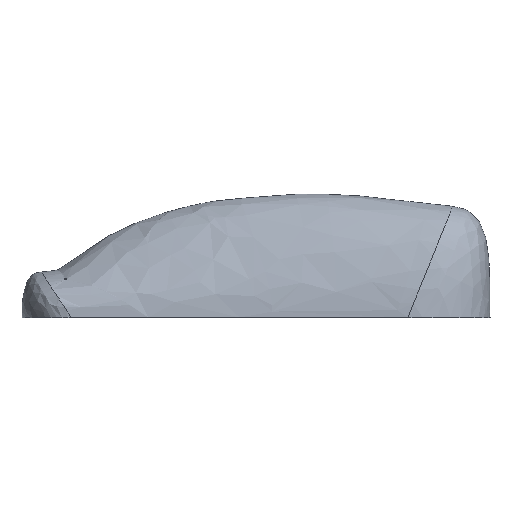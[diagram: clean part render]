
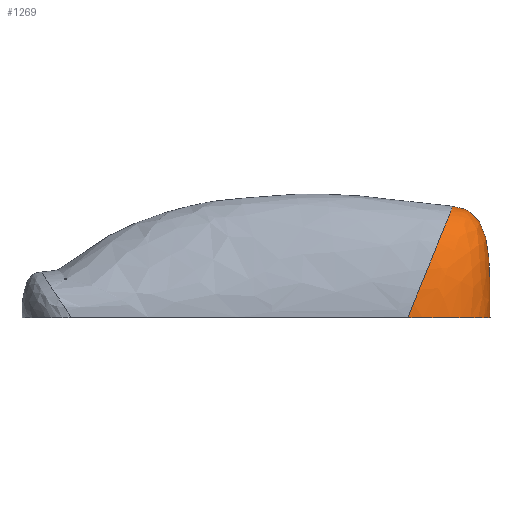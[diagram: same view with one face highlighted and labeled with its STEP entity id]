
A CAD part, top view. The second image highlights one B-rep face of the part: STEP entity #1269.
In plain terms, the highlighted free-form (B-spline) face has degree [3, 3] with [4, 6] control points.
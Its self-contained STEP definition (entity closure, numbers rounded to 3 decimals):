
#1 = B_SPLINE_SURFACE_WITH_KNOTS ( 'NONE', 3, 3, ( 
 ( #1012, #1022, #1049, #1041, #1043, #1047 ),
 ( #1029, #1021, #1014, #1017, #1052, #1031 ),
 ( #1034, #1035, #1044, #1053, #1086, #1065 ),
 ( #1093, #1097, #1090, #1110, #1114, #1073 ) ),
 .UNSPECIFIED., .F., .F., .F.,
 ( 4, 4 ),
 ( 4, 2, 4 ),
 ( 0., 1. ),
 ( 0., 0.5, 1. ),
 .UNSPECIFIED. ) ;
#8 = EDGE_CURVE ( 'NONE', #1251, #1253, #355, .T. ) ;
#9 = EDGE_CURVE ( 'NONE', #1226, #1234, #357, .T. ) ;
#17 = EDGE_CURVE ( 'NONE', #1234, #1251, #366, .T. ) ;
#79 = CARTESIAN_POINT ( 'NONE',  ( -76.965, 185.129, -42.111 ) ) ;
#109 = CARTESIAN_POINT ( 'NONE',  ( -26.965, 185.129, 0. ) ) ;
#110 = CARTESIAN_POINT ( 'NONE',  ( -26.965, 185.129, -24.668 ) ) ;
#113 = CARTESIAN_POINT ( 'NONE',  ( -47.675, 185.129, -42.111 ) ) ;
#115 = CARTESIAN_POINT ( 'NONE',  ( -76.965, 185.129, -42.111 ) ) ;
#172 = ORIENTED_EDGE ( 'NONE', *, *, #17, .T. ) ;
#185 = ORIENTED_EDGE ( 'NONE', *, *, #462, .T. ) ;
#202 = ORIENTED_EDGE ( 'NONE', *, *, #8, .T. ) ;
#216 = ORIENTED_EDGE ( 'NONE', *, *, #9, .T. ) ;
#270 = FACE_OUTER_BOUND ( 'NONE', #1240, .T. ) ;
#353 =( BOUNDED_CURVE ( )  B_SPLINE_CURVE ( 3, ( #109, #110, #113, #115 ),
 .UNSPECIFIED., .F., .T. ) 
 B_SPLINE_CURVE_WITH_KNOTS ( ( 4, 4 ),
 ( 0., 1.571 ),
 .UNSPECIFIED. ) 
 CURVE ( )  GEOMETRIC_REPRESENTATION_ITEM ( )  RATIONAL_B_SPLINE_CURVE ( ( 1., 0.805, 0.805, 1. ) ) 
 REPRESENTATION_ITEM ( '' )  );
#355 =( BOUNDED_CURVE ( )  B_SPLINE_CURVE ( 3, ( #1296, #1293, #1304, #1294 ),
 .UNSPECIFIED., .F., .F. ) 
 B_SPLINE_CURVE_WITH_KNOTS ( ( 4, 4 ),
 ( 4.712, 6.283 ),
 .UNSPECIFIED. ) 
 CURVE ( )  GEOMETRIC_REPRESENTATION_ITEM ( )  RATIONAL_B_SPLINE_CURVE ( ( 1., 0.805, 0.805, 1. ) ) 
 REPRESENTATION_ITEM ( '' )  );
#357 = B_SPLINE_CURVE_WITH_KNOTS ( 'NONE', 3,
 ( #1303, #1290, #1298, #1299 ),
 .UNSPECIFIED., .F., .F.,
 ( 4, 4 ),
 ( 0., 1. ),
 .UNSPECIFIED. ) ;
#366 = B_SPLINE_CURVE_WITH_KNOTS ( 'NONE', 3,
 ( #1311, #1328, #1317, #1324 ),
 .UNSPECIFIED., .F., .F.,
 ( 4, 4 ),
 ( 0., 1. ),
 .UNSPECIFIED. ) ;
#462 = EDGE_CURVE ( 'NONE', #1253, #1226, #353, .T. ) ;
#1012 = CARTESIAN_POINT ( 'NONE',  ( -26.965, 185.129, 0. ) ) ;
#1014 = CARTESIAN_POINT ( 'NONE',  ( -26.965, 227.796, -11.957 ) ) ;
#1017 = CARTESIAN_POINT ( 'NONE',  ( -26.965, 227.796, 11.957 ) ) ;
#1021 = CARTESIAN_POINT ( 'NONE',  ( -26.711, 207.09, -20.174 ) ) ;
#1022 = CARTESIAN_POINT ( 'NONE',  ( -26.965, 185.129, 0. ) ) ;
#1029 = CARTESIAN_POINT ( 'NONE',  ( -26.965, 185.129, -23.242 ) ) ;
#1031 = CARTESIAN_POINT ( 'NONE',  ( -26.965, 185.129, 23.242 ) ) ;
#1034 = CARTESIAN_POINT ( 'NONE',  ( -49.369, 185.129, -42.111 ) ) ;
#1035 = CARTESIAN_POINT ( 'NONE',  ( -37.408, 218.682, -37.432 ) ) ;
#1041 = CARTESIAN_POINT ( 'NONE',  ( -26.965, 185.129, 0. ) ) ;
#1043 = CARTESIAN_POINT ( 'NONE',  ( -26.965, 185.129, 0. ) ) ;
#1044 = CARTESIAN_POINT ( 'NONE',  ( -26.462, 249.723, -22.457 ) ) ;
#1047 = CARTESIAN_POINT ( 'NONE',  ( -26.965, 185.129, 0. ) ) ;
#1049 = CARTESIAN_POINT ( 'NONE',  ( -26.965, 185.129, 0. ) ) ;
#1052 = CARTESIAN_POINT ( 'NONE',  ( -26.711, 207.09, 20.174 ) ) ;
#1053 = CARTESIAN_POINT ( 'NONE',  ( -26.462, 249.723, 22.457 ) ) ;
#1065 = CARTESIAN_POINT ( 'NONE',  ( -49.369, 185.129, 42.111 ) ) ;
#1073 = CARTESIAN_POINT ( 'NONE',  ( -76.965, 185.129, 42.111 ) ) ;
#1086 = CARTESIAN_POINT ( 'NONE',  ( -37.408, 218.682, 37.432 ) ) ;
#1090 = CARTESIAN_POINT ( 'NONE',  ( -49.576, 252.919, -26.667 ) ) ;
#1093 = CARTESIAN_POINT ( 'NONE',  ( -76.965, 185.129, -42.111 ) ) ;
#1097 = CARTESIAN_POINT ( 'NONE',  ( -62.509, 220.907, -42.111 ) ) ;
#1110 = CARTESIAN_POINT ( 'NONE',  ( -49.576, 252.919, 26.667 ) ) ;
#1114 = CARTESIAN_POINT ( 'NONE',  ( -62.509, 220.907, 42.111 ) ) ;
#1226 = VERTEX_POINT ( 'NONE', #79 ) ;
#1234 = VERTEX_POINT ( 'NONE', #1348 ) ;
#1240 = EDGE_LOOP ( 'NONE', ( #185, #216, #172, #202 ) ) ;
#1251 = VERTEX_POINT ( 'NONE', #1357 ) ;
#1253 = VERTEX_POINT ( 'NONE', #1358 ) ;
#1269 = ADVANCED_FACE ( 'NONE', ( #270 ), #1, .T. ) ;
#1290 = CARTESIAN_POINT ( 'NONE',  ( -62.509, 220.907, -42.111 ) ) ;
#1293 = CARTESIAN_POINT ( 'NONE',  ( -47.675, 185.129, 42.111 ) ) ;
#1294 = CARTESIAN_POINT ( 'NONE',  ( -26.965, 185.129, 0. ) ) ;
#1296 = CARTESIAN_POINT ( 'NONE',  ( -76.965, 185.129, 42.111 ) ) ;
#1298 = CARTESIAN_POINT ( 'NONE',  ( -49.576, 252.919, -26.667 ) ) ;
#1299 = CARTESIAN_POINT ( 'NONE',  ( -49.576, 252.919, 0. ) ) ;
#1303 = CARTESIAN_POINT ( 'NONE',  ( -76.965, 185.129, -42.111 ) ) ;
#1304 = CARTESIAN_POINT ( 'NONE',  ( -26.965, 185.129, 24.668 ) ) ;
#1311 = CARTESIAN_POINT ( 'NONE',  ( -49.576, 252.919, 0. ) ) ;
#1317 = CARTESIAN_POINT ( 'NONE',  ( -62.509, 220.907, 42.111 ) ) ;
#1324 = CARTESIAN_POINT ( 'NONE',  ( -76.965, 185.129, 42.111 ) ) ;
#1328 = CARTESIAN_POINT ( 'NONE',  ( -49.576, 252.919, 26.667 ) ) ;
#1348 = CARTESIAN_POINT ( 'NONE',  ( -49.576, 252.919, 0. ) ) ;
#1357 = CARTESIAN_POINT ( 'NONE',  ( -76.965, 185.129, 42.111 ) ) ;
#1358 = CARTESIAN_POINT ( 'NONE',  ( -26.965, 185.129, 0. ) ) ;
